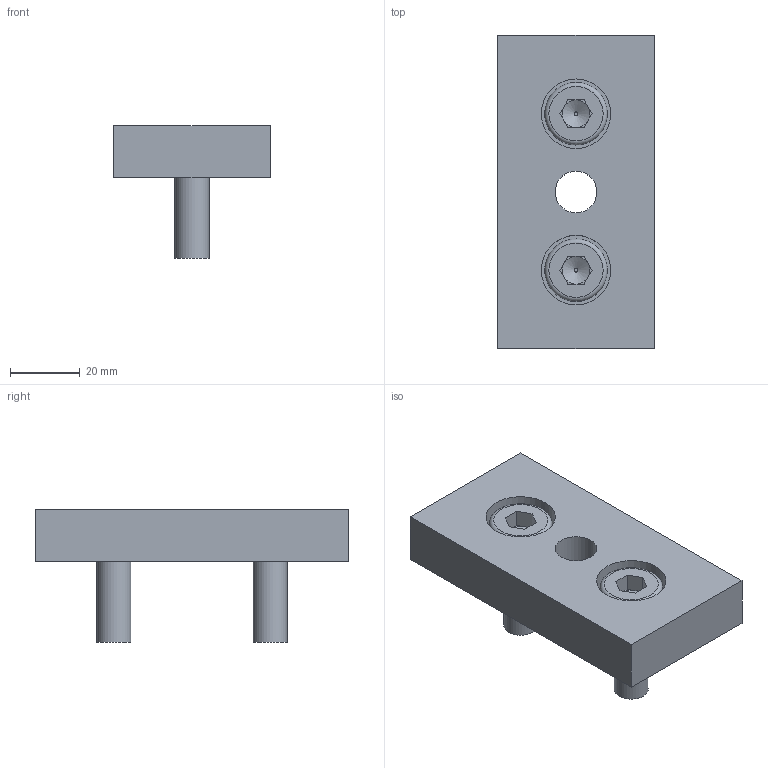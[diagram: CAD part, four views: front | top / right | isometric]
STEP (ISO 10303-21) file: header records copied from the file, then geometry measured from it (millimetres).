
FILE_DESCRIPTION(/* description */ (''),/* implementation_level */ '2;1');
FILE_NAME(/* name */ '146050',/* time_stamp */ '2014-10-06T09:55:18+02:00',/* author */ (''),/* organization */ (''),/* preprocessor_version */ 'ST-DEVELOPER v14',/* originating_system */ 'HiCAD 2013 1802.4 Build 509',/* authorisation */ '');
FILE_SCHEMA (('AUTOMOTIVE_DESIGN { 1 0 10303 214 1 1 1 1 }'));
Length unit declared in the file: millimetre
Products named in the file (4): Root; 146050Voetplaat 45x90 M12BOIKON; 920001Cil. inb. M12 x 30, DIN 7984 verk. kopBOIKON0
Assembly tree (3 placements, depth 3):
  Root
    146050Voetplaat 45x90 M12BOIKON
      920001Cil. inb. M12 x 30, DIN 7984 verk. kopBOIKON0
      920001Cil. inb. M12 x 30, DIN 7984 verk. kopBOIKON0
Bounding box: 45 x 90 x 38.2 mm (x, y, z)
Volume: 59738.4 mm3; surface area: 17426.2 mm2
Topology: 3 solids, 3 shells, 57 faces, 128 edges, 84 vertices
Faces by surface type: plane 40, cylinder 11, cone 4, torus 2
Full cylindrical faces by diameter (mm): 9.853 x2, 12 x3, 13.5 x2, 18 x2, 20 x2
Entity records: 2459 total; most frequent: DIRECTION 262, CARTESIAN_POINT 232, PRESENTATION_STYLE_ASSIGNMENT 199, COLOUR_RGB 198, DRAUGHTING_PRE_DEFINED_CURVE_FONT 196, CURVE_STYLE 196, OVER_RIDING_STYLED_ITEM 196, ORIENTED_EDGE 196
